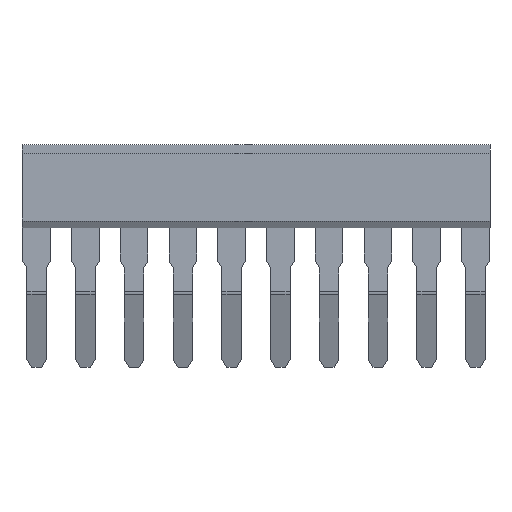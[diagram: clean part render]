
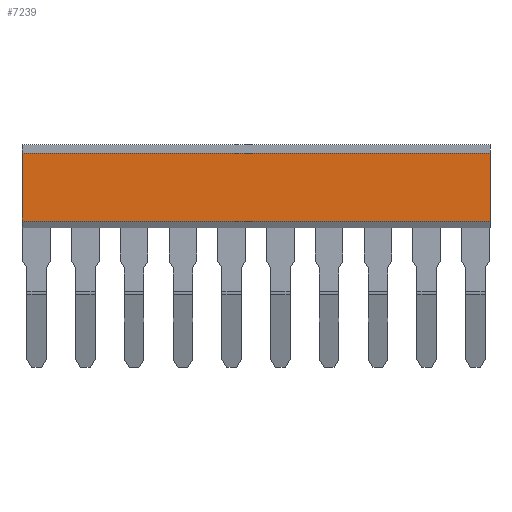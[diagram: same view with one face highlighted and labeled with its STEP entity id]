
A CAD part, top view. The second image highlights one B-rep face of the part: STEP entity #7239.
In plain terms, the highlighted planar face has unit normal (0, 0, 1).
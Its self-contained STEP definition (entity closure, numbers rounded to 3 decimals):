
#125 = CARTESIAN_POINT ( 'NONE',  ( 17.935, 7.002, 3.962 ) ) ;
#228 = DIRECTION ( 'NONE',  ( 0., -1., 0. ) ) ;
#516 = VERTEX_POINT ( 'NONE', #1421 ) ;
#593 = CARTESIAN_POINT ( 'NONE',  ( -38.906, 7.002, 3.962 ) ) ;
#729 = AXIS2_PLACEMENT_3D ( 'NONE', #893, #3249, #7356 ) ;
#893 = CARTESIAN_POINT ( 'NONE',  ( -38.906, 13.946, 3.962 ) ) ;
#982 = VECTOR ( 'NONE', #4087, 1000. ) ;
#1073 = VECTOR ( 'NONE', #6322, 1000. ) ;
#1120 = CARTESIAN_POINT ( 'NONE',  ( 17.935, 13.946, 3.962 ) ) ;
#1421 = CARTESIAN_POINT ( 'NONE',  ( -30.065, 7.002, 3.962 ) ) ;
#1648 = EDGE_CURVE ( 'NONE', #2571, #2980, #5032, .T. ) ;
#2571 = VERTEX_POINT ( 'NONE', #4281 ) ;
#2741 = CARTESIAN_POINT ( 'NONE',  ( -38.906, 13.946, 3.962 ) ) ;
#2852 = VERTEX_POINT ( 'NONE', #125 ) ;
#2980 = VERTEX_POINT ( 'NONE', #1120 ) ;
#3249 = DIRECTION ( 'NONE',  ( 0., 0., 1. ) ) ;
#3344 = DIRECTION ( 'NONE',  ( 1., 0., 0. ) ) ;
#3752 = CARTESIAN_POINT ( 'NONE',  ( 17.935, 13.946, 3.962 ) ) ;
#3925 = LINE ( 'NONE', #3752, #7030 ) ;
#4087 = DIRECTION ( 'NONE',  ( 1., 0., 0. ) ) ;
#4196 = LINE ( 'NONE', #5750, #1073 ) ;
#4281 = CARTESIAN_POINT ( 'NONE',  ( -30.065, 13.946, 3.962 ) ) ;
#4300 = EDGE_LOOP ( 'NONE', ( #5360, #4869, #7406, #7319 ) ) ;
#4869 = ORIENTED_EDGE ( 'NONE', *, *, #1648, .F. ) ;
#5032 = LINE ( 'NONE', #2741, #5709 ) ;
#5360 = ORIENTED_EDGE ( 'NONE', *, *, #6222, .F. ) ;
#5709 = VECTOR ( 'NONE', #3344, 1000. ) ;
#5750 = CARTESIAN_POINT ( 'NONE',  ( -30.065, 13.946, 3.962 ) ) ;
#6158 = PLANE ( 'NONE',  #729 ) ;
#6222 = EDGE_CURVE ( 'NONE', #2980, #2852, #3925, .T. ) ;
#6322 = DIRECTION ( 'NONE',  ( 0., -1., 0. ) ) ;
#6574 = EDGE_CURVE ( 'NONE', #2571, #516, #4196, .T. ) ;
#6650 = EDGE_CURVE ( 'NONE', #516, #2852, #7219, .T. ) ;
#6792 = FACE_OUTER_BOUND ( 'NONE', #4300, .T. ) ;
#7030 = VECTOR ( 'NONE', #228, 1000. ) ;
#7219 = LINE ( 'NONE', #593, #982 ) ;
#7239 = ADVANCED_FACE ( 'NONE', ( #6792 ), #6158, .T. ) ;
#7319 = ORIENTED_EDGE ( 'NONE', *, *, #6650, .T. ) ;
#7356 = DIRECTION ( 'NONE',  ( 0., -1., 0. ) ) ;
#7406 = ORIENTED_EDGE ( 'NONE', *, *, #6574, .T. ) ;
